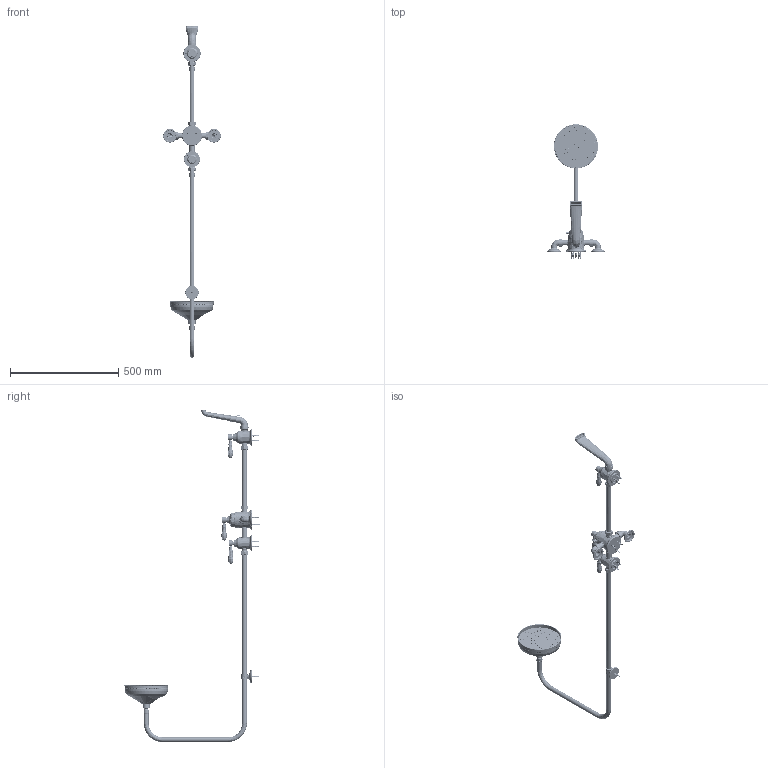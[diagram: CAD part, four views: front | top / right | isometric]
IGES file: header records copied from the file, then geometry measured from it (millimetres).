
Global section: file name: V2K3AGC; native system: Autodesk Inventor 2018; preprocessor: unknown; author: adaniels; date: 20181024.094704; units: millimetre
Bounding box: 265.93 x 627.09 x 1535.14 mm (x, y, z)
Volume: 2673287.3 mm3; surface area: 865345.7 mm2
Topology: 162 solids, 166 shells, 7199 faces, 20026 edges, 13507 vertices
Faces by surface type: bspline 7199
